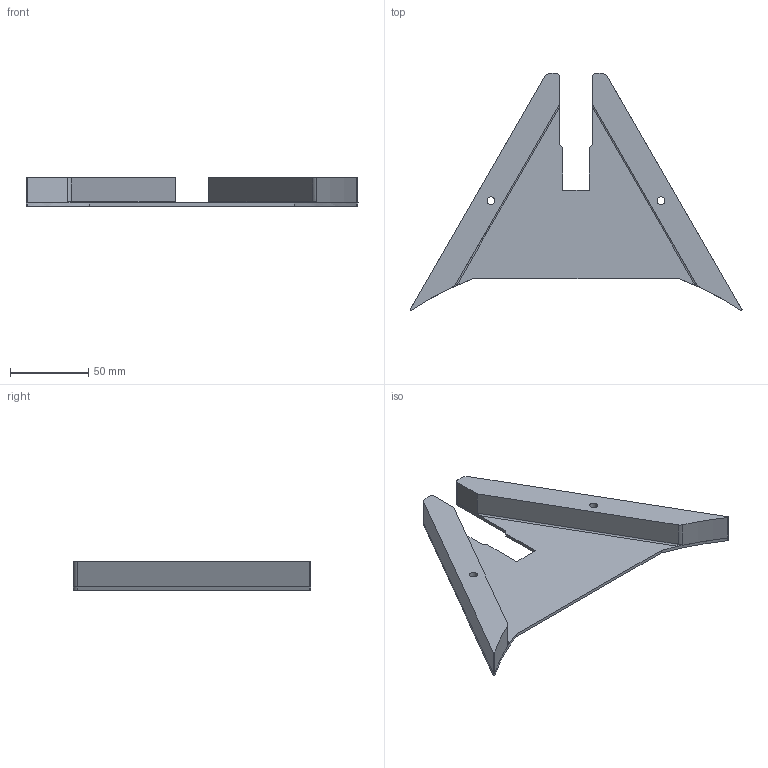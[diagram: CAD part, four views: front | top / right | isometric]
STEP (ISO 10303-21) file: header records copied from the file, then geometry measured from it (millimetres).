
FILE_DESCRIPTION(/* description */ (''),/* implementation_level */ '2;1');
FILE_NAME(/* name */ 'Delta motor covers.stp',/* time_stamp */ '2019-09-13T07:00:56-04:00',/* author */ ('elect'),/* organization */ (''),/* preprocessor_version */ 'ST-DEVELOPER v16.13',/* originating_system */ 'Autodesk Inventor 2018',/* authorisation */ '');
FILE_SCHEMA (('AUTOMOTIVE_DESIGN { 1 0 10303 214 3 1 1 }'));
Length unit declared in the file: millimetre
Products named in the file (1): Delta motor covers
Bounding box: 211.59 x 151.17 x 18 mm (x, y, z)
Volume: 111839.8 mm3; surface area: 41773.8 mm2
Topology: 1 solids, 1 shells, 59 faces, 161 edges, 106 vertices
Faces by surface type: plane 35, cylinder 22, torus 2
Full cylindrical faces by diameter (mm): 5 x2, 10 x2
Entity records: 1918 total; most frequent: CARTESIAN_POINT 347, DIRECTION 335, ORIENTED_EDGE 310, EDGE_CURVE 155, AXIS2_PLACEMENT_3D 122, VERTEX_POINT 104, LINE 91, VECTOR 91
